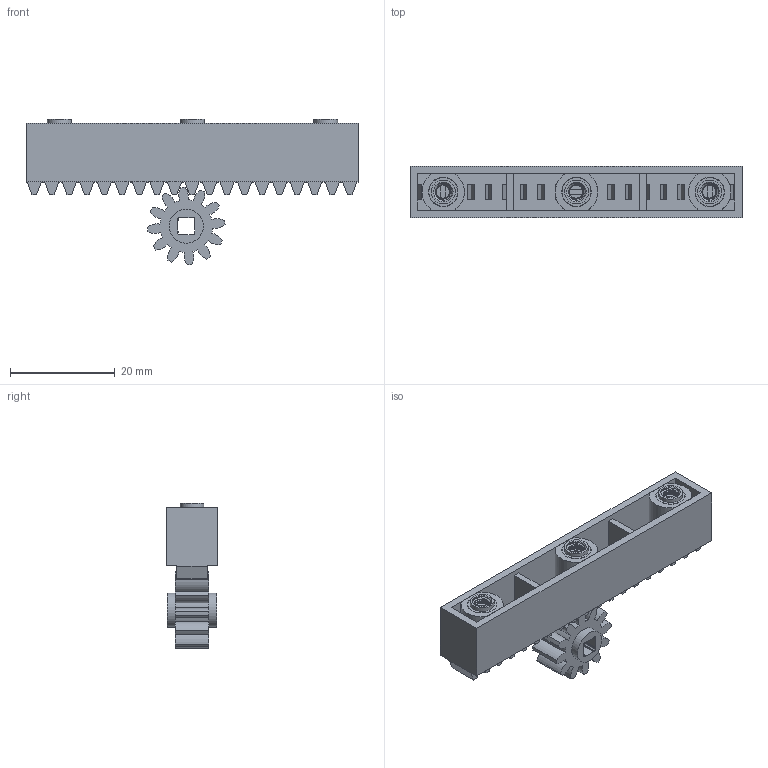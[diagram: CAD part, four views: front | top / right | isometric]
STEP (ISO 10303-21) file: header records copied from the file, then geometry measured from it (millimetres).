
FILE_DESCRIPTION(/* description */ (''),/* implementation_level */ '2;1');
FILE_NAME(/* name */ 'Rack Gear Assembly.iam.step',/* time_stamp */ '2020-04-16T23:33:26-04:00',/* author */ ('Jordan'),/* organization */ (''),/* preprocessor_version */ 'ST-DEVELOPER v17',/* originating_system */ 'Autodesk Inventor 2019',/* authorisation */ '');
FILE_SCHEMA (('AUTOMOTIVE_DESIGN { 1 0 10303 214 3 1 1 }'));
Length unit declared in the file: millimetre
Products named in the file (4): Rack Gear Assembly; 12-Tooth Gear; Rack Gear; Insert Nut
Assembly tree (5 placements, depth 2):
  Rack Gear Assembly
    Insert Nut  x3
    12-Tooth Gear
    Rack Gear
Bounding box: 63.3 x 9.8 x 27.8 mm (x, y, z)
Volume: 5103 mm3; surface area: 8277.3 mm2
Topology: 5 solids, 5 shells, 1121 faces, 3607 edges, 2519 vertices
Faces by surface type: cylinder 571, plane 508, bspline 24, torus 12, cone 6
Full cylindrical faces by diameter (mm): 2.718 x42, 4.5 x6, 4.55 x3, 5.5 x6, 5.6 x3, 6.5 x2
Entity records: 26660 total; most frequent: CARTESIAN_POINT 9609, ORIENTED_EDGE 3728, DIRECTION 3406, EDGE_CURVE 1864, VERTEX_POINT 1279, LINE 1190, VECTOR 1190, AXIS2_PLACEMENT_3D 1108
